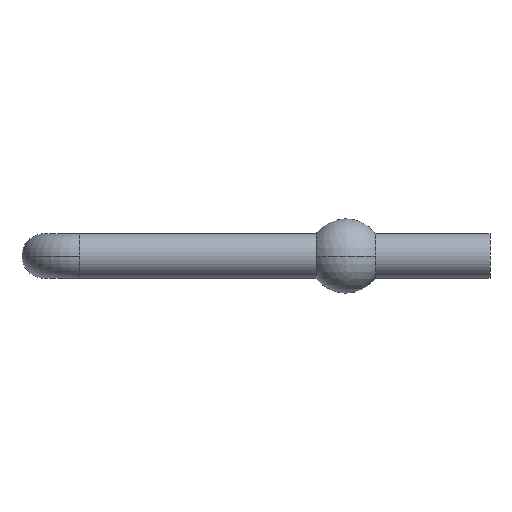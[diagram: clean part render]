
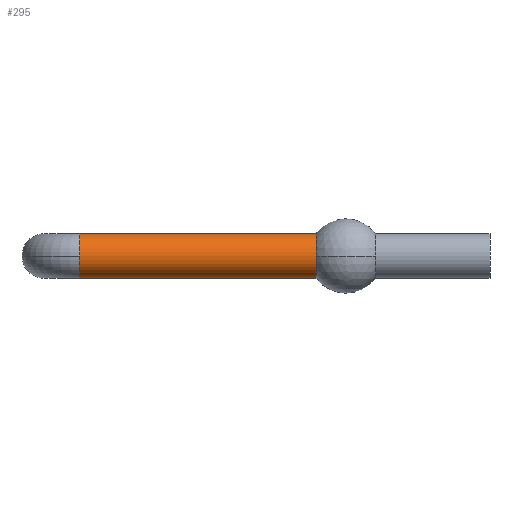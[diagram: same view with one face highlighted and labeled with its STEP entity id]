
A CAD part, left-side view. The second image highlights one B-rep face of the part: STEP entity #295.
In plain terms, the highlighted cylindrical face has radius 0.75 mm (diameter 1.5 mm), a partial arc.
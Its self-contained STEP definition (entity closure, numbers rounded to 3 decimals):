
#26 = AXIS2_PLACEMENT_3D ( 'NONE', #215, #130, #136 ) ;
#28 = EDGE_CURVE ( 'NONE', #185, #154, #286, .T. ) ;
#30 = DIRECTION ( 'NONE',  ( 0., 0., 1. ) ) ;
#42 = ORIENTED_EDGE ( 'NONE', *, *, #28, .F. ) ;
#48 = DIRECTION ( 'NONE',  ( 0., 1., 0. ) ) ;
#49 = ORIENTED_EDGE ( 'NONE', *, *, #499, .F. ) ;
#65 = CARTESIAN_POINT ( 'NONE',  ( 0., 5.85, 0.75 ) ) ;
#110 = AXIS2_PLACEMENT_3D ( 'NONE', #489, #201, #30 ) ;
#130 = DIRECTION ( 'NONE',  ( 0., 1., 0. ) ) ;
#136 = DIRECTION ( 'NONE',  ( 0., 0., -1. ) ) ;
#141 = VERTEX_POINT ( 'NONE', #349 ) ;
#143 = CARTESIAN_POINT ( 'NONE',  ( 0., 13.8, 0. ) ) ;
#145 = FACE_OUTER_BOUND ( 'NONE', #580, .T. ) ;
#154 = VERTEX_POINT ( 'NONE', #65 ) ;
#157 = VERTEX_POINT ( 'NONE', #592 ) ;
#158 = EDGE_CURVE ( 'NONE', #547, #157, #210, .T. ) ;
#183 = EDGE_CURVE ( 'NONE', #547, #406, #444, .T. ) ;
#185 = VERTEX_POINT ( 'NONE', #589 ) ;
#201 = DIRECTION ( 'NONE',  ( 0., 1., 0. ) ) ;
#203 = CARTESIAN_POINT ( 'NONE',  ( 0., 13.8, -0.75 ) ) ;
#206 = CARTESIAN_POINT ( 'NONE',  ( 0., 13.8, -0.75 ) ) ;
#210 = CIRCLE ( 'NONE', #110, 0.75 ) ;
#215 = CARTESIAN_POINT ( 'NONE',  ( 0., 5.85, 0. ) ) ;
#219 = EDGE_CURVE ( 'NONE', #406, #141, #555, .T. ) ;
#259 = VECTOR ( 'NONE', #393, 1000. ) ;
#264 = AXIS2_PLACEMENT_3D ( 'NONE', #535, #395, #385 ) ;
#280 = CYLINDRICAL_SURFACE ( 'NONE', #605, 0.75 ) ;
#284 = CIRCLE ( 'NONE', #26, 0.75 ) ;
#286 = LINE ( 'NONE', #442, #566 ) ;
#295 = ADVANCED_FACE ( 'NONE', ( #145 ), #280, .T. ) ;
#299 = AXIS2_PLACEMENT_3D ( 'NONE', #359, #48, #357 ) ;
#347 = DIRECTION ( 'NONE',  ( 0., -1., 0. ) ) ;
#349 = CARTESIAN_POINT ( 'NONE',  ( -0.75, 5.85, 0. ) ) ;
#357 = DIRECTION ( 'NONE',  ( 0., 0., -1. ) ) ;
#359 = CARTESIAN_POINT ( 'NONE',  ( 0., 5.85, 0. ) ) ;
#385 = DIRECTION ( 'NONE',  ( 0., 0., 1. ) ) ;
#393 = DIRECTION ( 'NONE',  ( 0., -1., 0. ) ) ;
#395 = DIRECTION ( 'NONE',  ( 0., 1., 0. ) ) ;
#401 = ORIENTED_EDGE ( 'NONE', *, *, #183, .T. ) ;
#406 = VERTEX_POINT ( 'NONE', #523 ) ;
#432 = ORIENTED_EDGE ( 'NONE', *, *, #158, .F. ) ;
#442 = CARTESIAN_POINT ( 'NONE',  ( 0., 13.8, 0.75 ) ) ;
#444 = LINE ( 'NONE', #206, #259 ) ;
#489 = CARTESIAN_POINT ( 'NONE',  ( 0., 13.8, 0. ) ) ;
#499 = EDGE_CURVE ( 'NONE', #157, #185, #531, .T. ) ;
#509 = ORIENTED_EDGE ( 'NONE', *, *, #606, .T. ) ;
#516 = ORIENTED_EDGE ( 'NONE', *, *, #219, .T. ) ;
#523 = CARTESIAN_POINT ( 'NONE',  ( 0., 5.85, -0.75 ) ) ;
#531 = CIRCLE ( 'NONE', #264, 0.75 ) ;
#535 = CARTESIAN_POINT ( 'NONE',  ( 0., 13.8, 0. ) ) ;
#547 = VERTEX_POINT ( 'NONE', #203 ) ;
#555 = CIRCLE ( 'NONE', #299, 0.75 ) ;
#560 = DIRECTION ( 'NONE',  ( 0., -1., 0. ) ) ;
#566 = VECTOR ( 'NONE', #347, 1000. ) ;
#571 = DIRECTION ( 'NONE',  ( 0., 0., -1. ) ) ;
#580 = EDGE_LOOP ( 'NONE', ( #42, #49, #432, #401, #516, #509 ) ) ;
#589 = CARTESIAN_POINT ( 'NONE',  ( 0., 13.8, 0.75 ) ) ;
#592 = CARTESIAN_POINT ( 'NONE',  ( -0.75, 13.8, 0. ) ) ;
#605 = AXIS2_PLACEMENT_3D ( 'NONE', #143, #560, #571 ) ;
#606 = EDGE_CURVE ( 'NONE', #141, #154, #284, .T. ) ;
